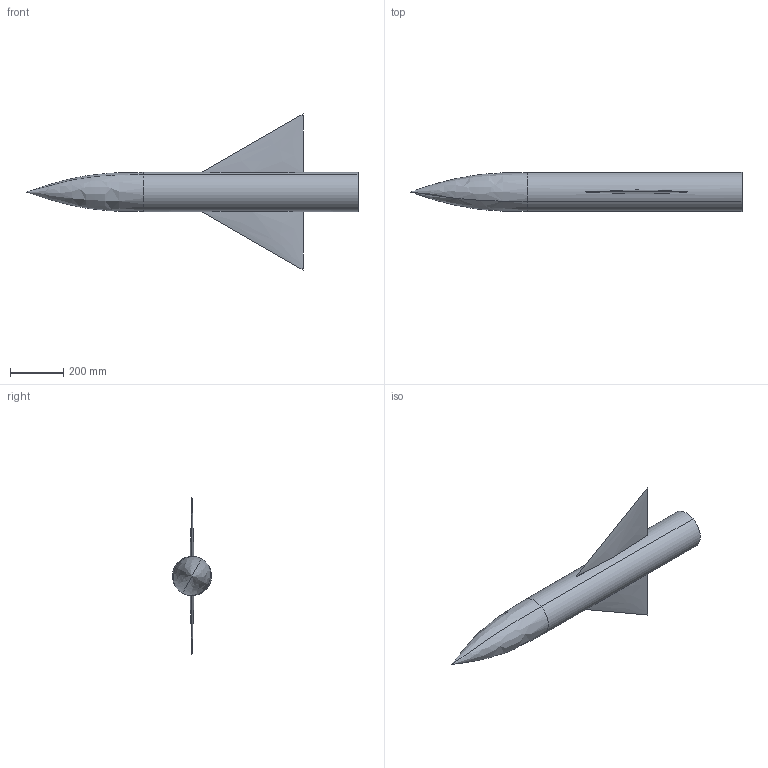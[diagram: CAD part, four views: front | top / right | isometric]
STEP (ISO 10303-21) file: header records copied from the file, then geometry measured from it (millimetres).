
FILE_DESCRIPTION(('CATIA V5 STEP Exchange'),'2;1');
FILE_NAME('agard_b_1.stp','2023-02-07T08:46:31+00:00',('none'),('none'),'CATIA Version 5 Release 21 GA (IN-10)','CATIA V5 STEP AP203','none');
FILE_SCHEMA(('CONFIG_CONTROL_DESIGN'));
Length unit declared in the file: millimetre
Products named in the file (1): Part1
Bounding box: 1252.22 x 147.28 x 589.28 mm (x, y, z)
Volume: 18776298.4 mm3; surface area: 699086.5 mm2
Topology: 1 solids, 1 shells, 13 faces, 28 edges, 17 vertices
Faces by surface type: bspline 8, cylinder 2, revolution 2, plane 1
Entity records: 776 total; most frequent: CARTESIAN_POINT 527, ORIENTED_EDGE 52, EDGE_CURVE 26, B_SPLINE_CURVE_WITH_KNOTS 22, VERTEX_POINT 17, EDGE_LOOP 15, ADVANCED_FACE 13, FACE_OUTER_BOUND 13
